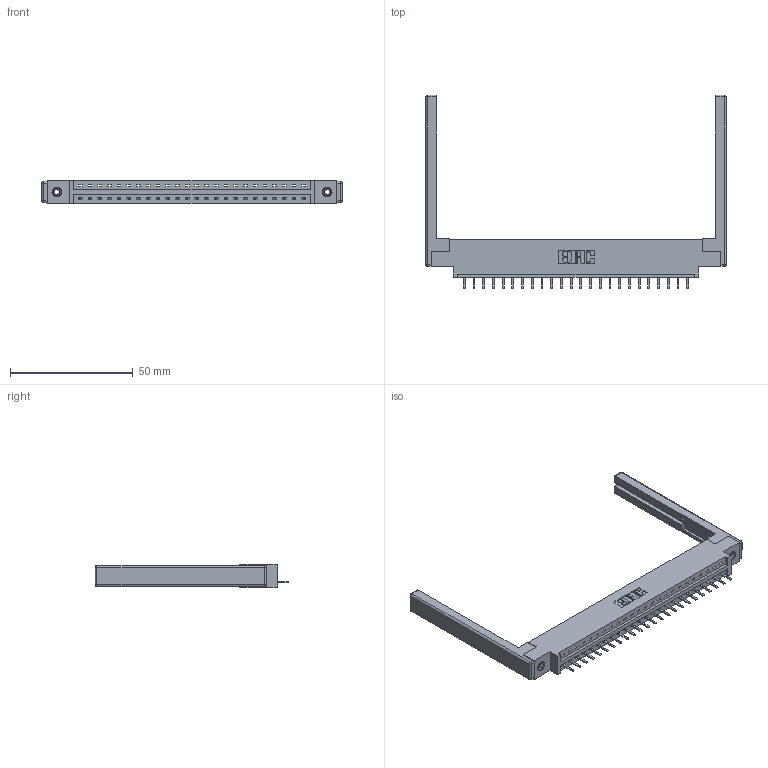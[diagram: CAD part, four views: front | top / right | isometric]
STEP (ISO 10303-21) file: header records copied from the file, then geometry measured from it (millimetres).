
FILE_DESCRIPTION (( 'STEP AP203' ), '1' );
FILE_NAME ('337-024-520-668.STEP', '2019-09-30T15:23:13', ( '' ), ( '' ), 'SwSTEP 2.0', 'SolidWorks 2016', '' );
FILE_SCHEMA (( 'CONFIG_CONTROL_DESIGN' ));
Length unit declared in the file: inch
Products named in the file (5): 307-220-068; 345-250-001_345-250-001-102; 345-292-001_345-293-120; 337-024-520-668; 337 Part_0.170 Offset - 0.156 Dia-TI
Assembly tree (29 placements, depth 2):
  337-024-520-668
    337 Part_0.170 Offset - 0.156 Dia-TI
    345-292-001_345-293-120  x24
    345-250-001_345-250-001-102  x2
    307-220-068  x2
Bounding box: 122.53 x 79.08 x 9.4 mm (x, y, z)
Volume: 16714.3 mm3; surface area: 16574.8 mm2
Topology: 29 solids, 29 shells, 1856 faces, 5417 edges, 3526 vertices
Faces by surface type: plane 1314, cylinder 518, cone 12, sphere 8, torus 4
Entity records: 23174 total; most frequent: CARTESIAN_POINT 4003, ORIENTED_EDGE 3940, DIRECTION 3468, EDGE_CURVE 1970, VECTOR 1788, LINE 1788, VERTEX_POINT 1302, AXIS2_PLACEMENT_3D 840
